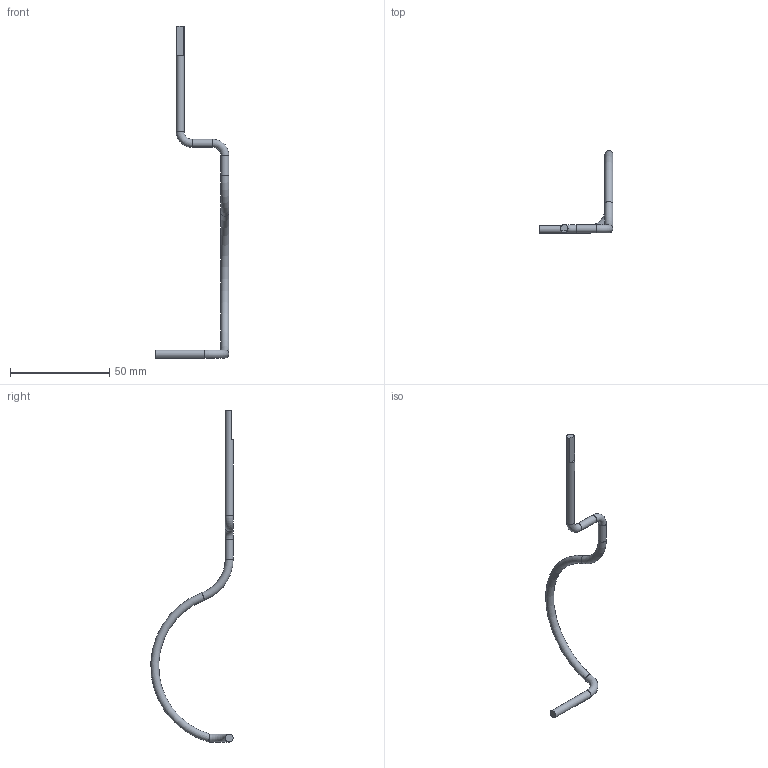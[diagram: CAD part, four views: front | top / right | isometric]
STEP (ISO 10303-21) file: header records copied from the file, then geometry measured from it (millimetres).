
FILE_DESCRIPTION(/* description */ (''),/* implementation_level */ '2;1');
FILE_NAME(/* name */ 'strutv2.step',/* time_stamp */ '2021-05-27T21:06:45+02:00',/* author */ (''),/* organization */ (''),/* preprocessor_version */ 'ST-DEVELOPER v18.1',/* originating_system */ 'Autodesk Translation Framework v10.9.0.1377',/* authorisation */ '');
FILE_SCHEMA (('AUTOMOTIVE_DESIGN { 1 0 10303 214 3 1 1 }'));
Length unit declared in the file: millimetre
Products named in the file (1): strutv2
Bounding box: 37 x 41.44 x 167 mm (x, y, z)
Volume: 3125.6 mm3; surface area: 3176.7 mm2
Topology: 1 solids, 1 shells, 15 faces, 33 edges, 20 vertices
Faces by surface type: cylinder 6, torus 5, plane 4
Full cylindrical faces by diameter (mm): 4 x4
Entity records: 479 total; most frequent: CARTESIAN_POINT 97, DIRECTION 86, ORIENTED_EDGE 66, AXIS2_PLACEMENT_3D 39, EDGE_CURVE 33, CIRCLE 22, VERTEX_POINT 20, FACE_OUTER_BOUND 15
